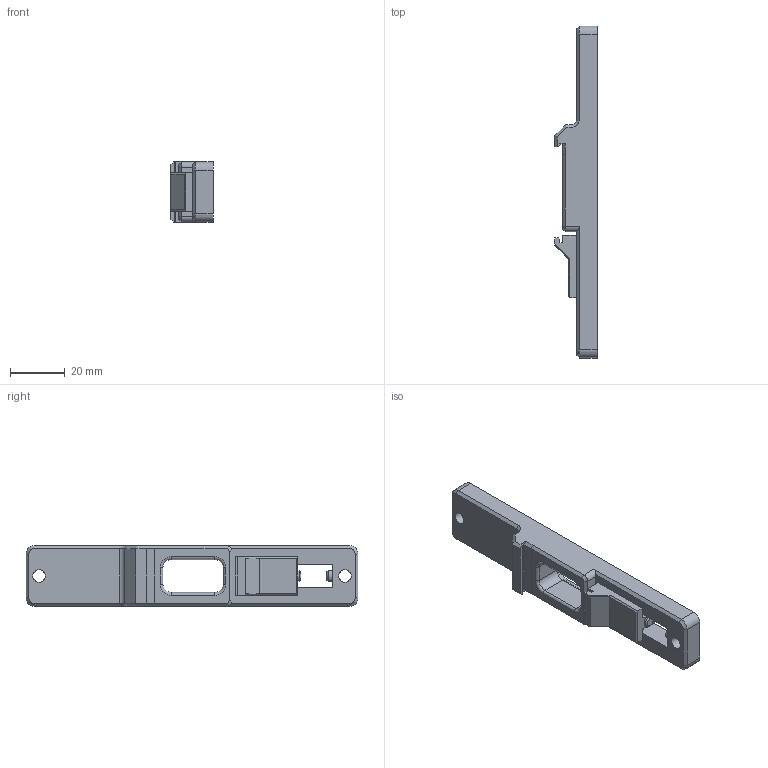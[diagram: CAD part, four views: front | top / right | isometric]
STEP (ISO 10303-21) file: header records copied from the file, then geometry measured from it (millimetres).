
FILE_DESCRIPTION(/* description */ (''),/* implementation_level */ '2;1');
FILE_NAME(/* name */ '35mmThin.step',/* time_stamp */ '2025-04-27T08:53:14-04:00',/* author */ (''),/* organization */ (''),/* preprocessor_version */ 'ST-DEVELOPER v20.1',/* originating_system */ 'Autodesk Translation Framework v14.4.0.0',/* authorisation */ '');
FILE_SCHEMA (('AUTOMOTIVE_DESIGN { 1 0 10303 214 3 1 1 }'));
Length unit declared in the file: millimetre
Products named in the file (2): Din mount that doesn't suck; din clip
Assembly tree (1 placements, depth 2):
  Din mount that doesn't suck
    din clip
Bounding box: 15.5 x 121 x 22 mm (x, y, z)
Volume: 20917.1 mm3; surface area: 9841.9 mm2
Topology: 2 solids, 2 shells, 138 faces, 342 edges, 210 vertices
Faces by surface type: plane 76, cylinder 40, cone 12, torus 8, bspline 2
Full cylindrical faces by diameter (mm): 4 x2, 4.5 x2
Entity records: 4188 total; most frequent: CARTESIAN_POINT 799, DIRECTION 714, ORIENTED_EDGE 684, EDGE_CURVE 342, AXIS2_PLACEMENT_3D 241, LINE 232, VECTOR 232, VERTEX_POINT 210
